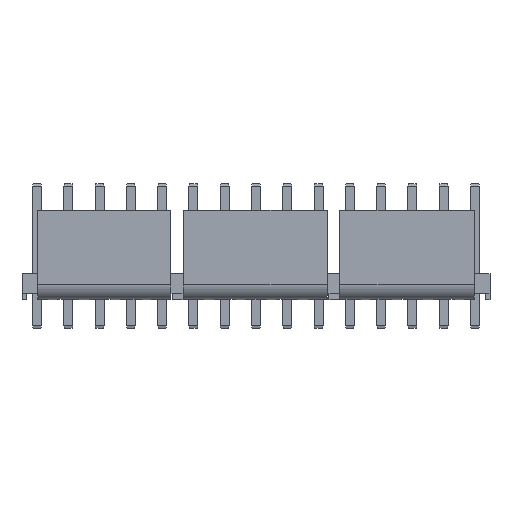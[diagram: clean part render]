
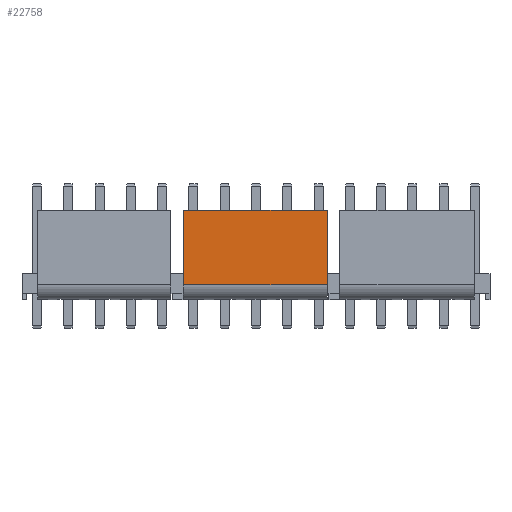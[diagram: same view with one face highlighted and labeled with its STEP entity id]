
A CAD part, front view. The second image highlights one B-rep face of the part: STEP entity #22758.
In plain terms, the highlighted planar face has unit normal (0, -1, 0).
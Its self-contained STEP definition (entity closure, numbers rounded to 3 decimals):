
#4029 = PLANE('',#4030);
#4030 = AXIS2_PLACEMENT_3D('',#4031,#4032,#4033);
#4031 = CARTESIAN_POINT('',(36.753,-4.9,13.935));
#4032 = DIRECTION('',(-1.,0.,0.));
#4033 = DIRECTION('',(-0.,0.,-1.));
#4531 = PLANE('',#4532);
#4532 = AXIS2_PLACEMENT_3D('',#4533,#4534,#4535);
#4533 = CARTESIAN_POINT('',(18.537,-4.9,-0.695));
#4534 = DIRECTION('',(1.,0.,0.));
#4535 = DIRECTION('',(0.,0.,1.));
#12295 = EDGE_CURVE('',#12296,#12298,#12300,.T.);
#12296 = VERTEX_POINT('',#12297);
#12297 = CARTESIAN_POINT('',(18.537,-4.9,1.91));
#12298 = VERTEX_POINT('',#12299);
#12299 = CARTESIAN_POINT('',(18.537,-4.9,11.33));
#12300 = SURFACE_CURVE('',#12301,(#12305,#12312),.PCURVE_S1.);
#12301 = LINE('',#12302,#12303);
#12302 = CARTESIAN_POINT('',(18.537,-4.9,-0.695));
#12303 = VECTOR('',#12304,1.);
#12304 = DIRECTION('',(0.,0.,1.));
#12305 = PCURVE('',#4531,#12306);
#12306 = DEFINITIONAL_REPRESENTATION('',(#12307),#12311);
#12307 = LINE('',#12308,#12309);
#12308 = CARTESIAN_POINT('',(0.,0.));
#12309 = VECTOR('',#12310,1.);
#12310 = DIRECTION('',(1.,0.));
#12311 = ( GEOMETRIC_REPRESENTATION_CONTEXT(2)
PARAMETRIC_REPRESENTATION_CONTEXT() REPRESENTATION_CONTEXT('2D SPACE',''
) );
#12312 = PCURVE('',#12313,#12318);
#12313 = PLANE('',#12314);
#12314 = AXIS2_PLACEMENT_3D('',#12315,#12316,#12317);
#12315 = CARTESIAN_POINT('',(57.345,-4.9,11.33));
#12316 = DIRECTION('',(0.,-1.,0.));
#12317 = DIRECTION('',(-0.,0.,-1.));
#12318 = DEFINITIONAL_REPRESENTATION('',(#12319),#12323);
#12319 = LINE('',#12320,#12321);
#12320 = CARTESIAN_POINT('',(12.025,-38.808));
#12321 = VECTOR('',#12322,1.);
#12322 = DIRECTION('',(-1.,0.));
#12323 = ( GEOMETRIC_REPRESENTATION_CONTEXT(2)
PARAMETRIC_REPRESENTATION_CONTEXT() REPRESENTATION_CONTEXT('2D SPACE',''
) );
#12342 = CYLINDRICAL_SURFACE('',#12343,1.948);
#12343 = AXIS2_PLACEMENT_3D('',#12344,#12345,#12346);
#12344 = CARTESIAN_POINT('',(57.345,-2.953,1.947));
#12345 = DIRECTION('',(1.,0.,0.));
#12346 = DIRECTION('',(0.,-1.,
-0.019));
#12574 = PLANE('',#12575);
#12575 = AXIS2_PLACEMENT_3D('',#12576,#12577,#12578);
#12576 = CARTESIAN_POINT('',(57.345,-4.13,11.33));
#12577 = DIRECTION('',(0.,0.,1.));
#12578 = DIRECTION('',(0.,-1.,0.));
#13640 = EDGE_CURVE('',#13641,#13643,#13645,.T.);
#13641 = VERTEX_POINT('',#13642);
#13642 = CARTESIAN_POINT('',(36.753,-4.9,11.33));
#13643 = VERTEX_POINT('',#13644);
#13644 = CARTESIAN_POINT('',(36.753,-4.9,1.91));
#13645 = SURFACE_CURVE('',#13646,(#13650,#13657),.PCURVE_S1.);
#13646 = LINE('',#13647,#13648);
#13647 = CARTESIAN_POINT('',(36.753,-4.9,13.935));
#13648 = VECTOR('',#13649,1.);
#13649 = DIRECTION('',(0.,-0.,-1.));
#13650 = PCURVE('',#4029,#13651);
#13651 = DEFINITIONAL_REPRESENTATION('',(#13652),#13656);
#13652 = LINE('',#13653,#13654);
#13653 = CARTESIAN_POINT('',(0.,0.));
#13654 = VECTOR('',#13655,1.);
#13655 = DIRECTION('',(1.,0.));
#13656 = ( GEOMETRIC_REPRESENTATION_CONTEXT(2)
PARAMETRIC_REPRESENTATION_CONTEXT() REPRESENTATION_CONTEXT('2D SPACE',''
) );
#13657 = PCURVE('',#12313,#13658);
#13658 = DEFINITIONAL_REPRESENTATION('',(#13659),#13663);
#13659 = LINE('',#13660,#13661);
#13660 = CARTESIAN_POINT('',(-2.605,-20.592));
#13661 = VECTOR('',#13662,1.);
#13662 = DIRECTION('',(1.,0.));
#13663 = ( GEOMETRIC_REPRESENTATION_CONTEXT(2)
PARAMETRIC_REPRESENTATION_CONTEXT() REPRESENTATION_CONTEXT('2D SPACE',''
) );
#22758 = ADVANCED_FACE('',(#22759),#12313,.T.);
#22759 = FACE_BOUND('',#22760,.T.);
#22760 = EDGE_LOOP('',(#22761,#22762,#22783,#22784));
#22761 = ORIENTED_EDGE('',*,*,#13640,.F.);
#22762 = ORIENTED_EDGE('',*,*,#22763,.T.);
#22763 = EDGE_CURVE('',#13641,#12298,#22764,.T.);
#22764 = SURFACE_CURVE('',#22765,(#22769,#22776),.PCURVE_S1.);
#22765 = LINE('',#22766,#22767);
#22766 = CARTESIAN_POINT('',(57.345,-4.9,11.33));
#22767 = VECTOR('',#22768,1.);
#22768 = DIRECTION('',(-1.,0.,0.));
#22769 = PCURVE('',#12313,#22770);
#22770 = DEFINITIONAL_REPRESENTATION('',(#22771),#22775);
#22771 = LINE('',#22772,#22773);
#22772 = CARTESIAN_POINT('',(0.,0.));
#22773 = VECTOR('',#22774,1.);
#22774 = DIRECTION('',(0.,-1.));
#22775 = ( GEOMETRIC_REPRESENTATION_CONTEXT(2)
PARAMETRIC_REPRESENTATION_CONTEXT() REPRESENTATION_CONTEXT('2D SPACE',''
) );
#22776 = PCURVE('',#12574,#22777);
#22777 = DEFINITIONAL_REPRESENTATION('',(#22778),#22782);
#22778 = LINE('',#22779,#22780);
#22779 = CARTESIAN_POINT('',(0.77,0.));
#22780 = VECTOR('',#22781,1.);
#22781 = DIRECTION('',(0.,-1.));
#22782 = ( GEOMETRIC_REPRESENTATION_CONTEXT(2)
PARAMETRIC_REPRESENTATION_CONTEXT() REPRESENTATION_CONTEXT('2D SPACE',''
) );
#22783 = ORIENTED_EDGE('',*,*,#12295,.F.);
#22784 = ORIENTED_EDGE('',*,*,#22785,.F.);
#22785 = EDGE_CURVE('',#13643,#12296,#22786,.T.);
#22786 = SURFACE_CURVE('',#22787,(#22791,#22798),.PCURVE_S1.);
#22787 = LINE('',#22788,#22789);
#22788 = CARTESIAN_POINT('',(57.345,-4.9,1.91));
#22789 = VECTOR('',#22790,1.);
#22790 = DIRECTION('',(-1.,0.,0.));
#22791 = PCURVE('',#12313,#22792);
#22792 = DEFINITIONAL_REPRESENTATION('',(#22793),#22797);
#22793 = LINE('',#22794,#22795);
#22794 = CARTESIAN_POINT('',(9.42,0.));
#22795 = VECTOR('',#22796,1.);
#22796 = DIRECTION('',(0.,-1.));
#22797 = ( GEOMETRIC_REPRESENTATION_CONTEXT(2)
PARAMETRIC_REPRESENTATION_CONTEXT() REPRESENTATION_CONTEXT('2D SPACE',''
) );
#22798 = PCURVE('',#12342,#22799);
#22799 = DEFINITIONAL_REPRESENTATION('',(#22800),#22804);
#22800 = LINE('',#22801,#22802);
#22801 = CARTESIAN_POINT('',(0.,0.));
#22802 = VECTOR('',#22803,1.);
#22803 = DIRECTION('',(0.,-1.));
#22804 = ( GEOMETRIC_REPRESENTATION_CONTEXT(2)
PARAMETRIC_REPRESENTATION_CONTEXT() REPRESENTATION_CONTEXT('2D SPACE',''
) );
